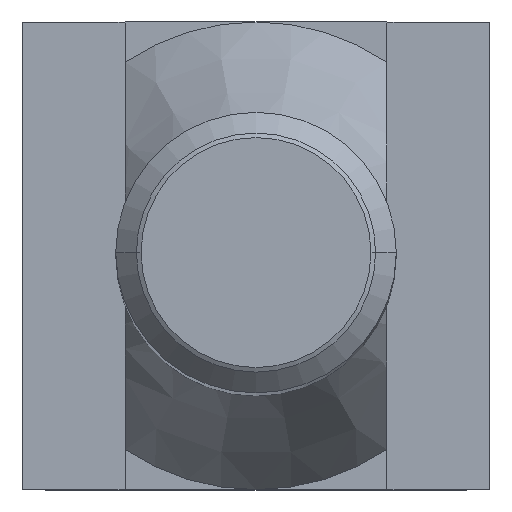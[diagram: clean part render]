
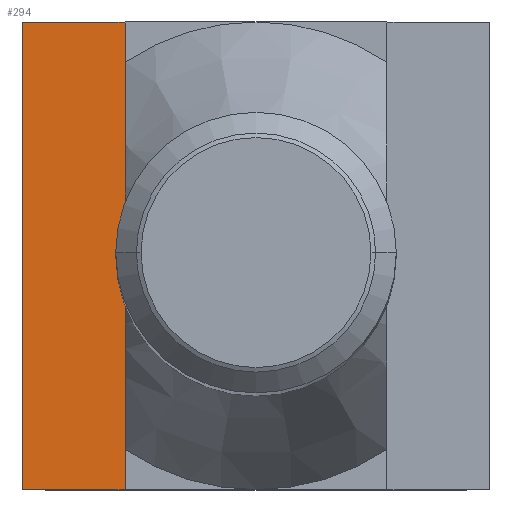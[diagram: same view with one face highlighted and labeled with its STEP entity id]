
A CAD part, top view. The second image highlights one B-rep face of the part: STEP entity #294.
In plain terms, the highlighted planar face has unit normal (0, 0, 1).
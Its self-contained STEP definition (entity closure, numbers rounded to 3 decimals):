
#150=VERTEX_POINT('',#406);
#212=EDGE_CURVE('',#244,#222,#474,.T.);
#214=EDGE_CURVE('',#382,#222,#476,.T.);
#222=VERTEX_POINT('',#484);
#230=EDGE_CURVE('',#150,#244,#494,.T.);
#244=VERTEX_POINT('',#510);
#294=ADVANCED_FACE('',(#565),#566,.T.);
#328=EDGE_CURVE('',#382,#150,#604,.T.);
#382=VERTEX_POINT('',#664);
#406=CARTESIAN_POINT('',(-5.0,5.,0.));
#474=LINE('',#797,#798);
#476=LINE('',#801,#802);
#484=CARTESIAN_POINT('',(-2.8,-5.,0.));
#494=LINE('',#826,#827);
#510=CARTESIAN_POINT('',(-5.0,-5.,0.));
#565=FACE_OUTER_BOUND('',#929,.T.);
#566=PLANE('',#930);
#604=LINE('',#981,#982);
#664=CARTESIAN_POINT('',(-2.8,5.,0.));
#797=CARTESIAN_POINT('',(-2.8,-5.,0.));
#798=VECTOR('',#1149,1.0);
#801=CARTESIAN_POINT('',(-2.8,0.,0.));
#802=VECTOR('',#1150,1.0);
#826=CARTESIAN_POINT('',(-5.0,0.,0.));
#827=VECTOR('',#1164,1.0);
#929=EDGE_LOOP('',(#1248,#1249,#1250,#1251));
#930=AXIS2_PLACEMENT_3D('',#1252,#1253,#1254);
#981=CARTESIAN_POINT('',(-2.8,5.,0.));
#982=VECTOR('',#1300,1.0);
#1149=DIRECTION('',(1.0,0.0,0.0));
#1150=DIRECTION('',(0.0,-1.0,0.));
#1164=DIRECTION('',(0.0,-1.0,0.));
#1248=ORIENTED_EDGE('',*,*,#212,.T.);
#1249=ORIENTED_EDGE('',*,*,#214,.F.);
#1250=ORIENTED_EDGE('',*,*,#328,.T.);
#1251=ORIENTED_EDGE('',*,*,#230,.T.);
#1252=CARTESIAN_POINT('',(-5.0,0.,0.));
#1253=DIRECTION('',(0.0,0.,1.0));
#1254=DIRECTION('',(0.0,-1.0,0.));
#1300=DIRECTION('',(-1.0,0.0,0.0));
